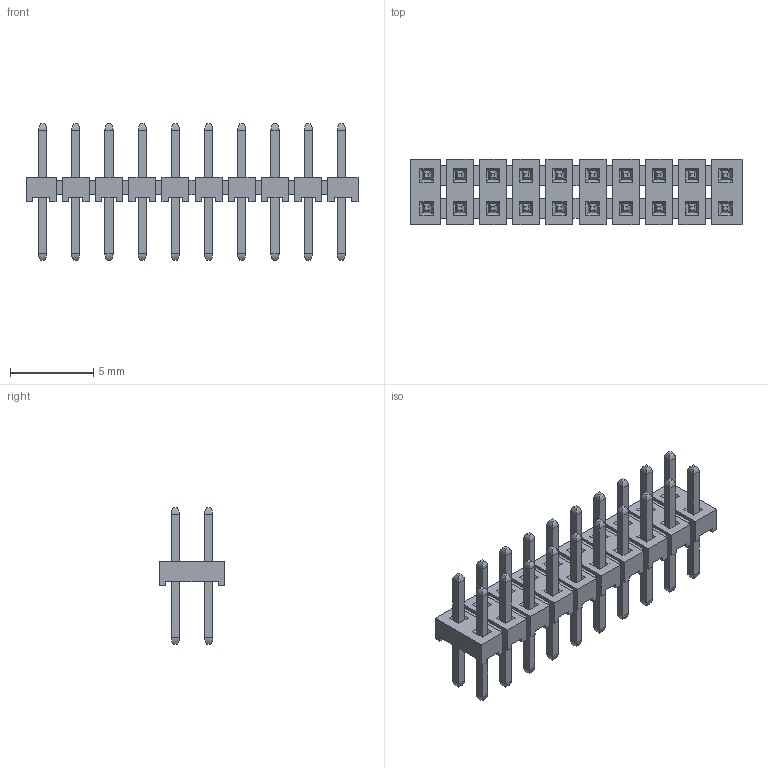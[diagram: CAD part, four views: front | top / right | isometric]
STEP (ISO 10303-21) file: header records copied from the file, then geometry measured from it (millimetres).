
FILE_DESCRIPTION((''),'2;1');
FILE_NAME('SAMTEC_TMM-110-01-G-D.stp','2013-03-27T10:04:25',(''),(''),'Mechanical Desktop 2011','Mechanical Desktop 2011',', , ');
FILE_SCHEMA(('AUTOMOTIVE_DESIGN { 1 2 10303 214 1 1 1 1 }'));
Length unit declared in the file: millimetre
Products named in the file (1): Product
Bounding box: 20 x 3.94 x 8.2 mm (x, y, z)
Volume: 121.9 mm3; surface area: 635.8 mm2
Topology: 21 solids, 21 shells, 772 faces, 1816 edges, 1104 vertices
Faces by surface type: plane 612, cylinder 160
Entity records: 21528 total; most frequent: CARTESIAN_POINT 3693, ORIENTED_EDGE 3632, DIRECTION 3522, EDGE_CURVE 1816, VECTOR 1656, LINE 1656, VERTEX_POINT 1104, AXIS2_PLACEMENT_3D 933
